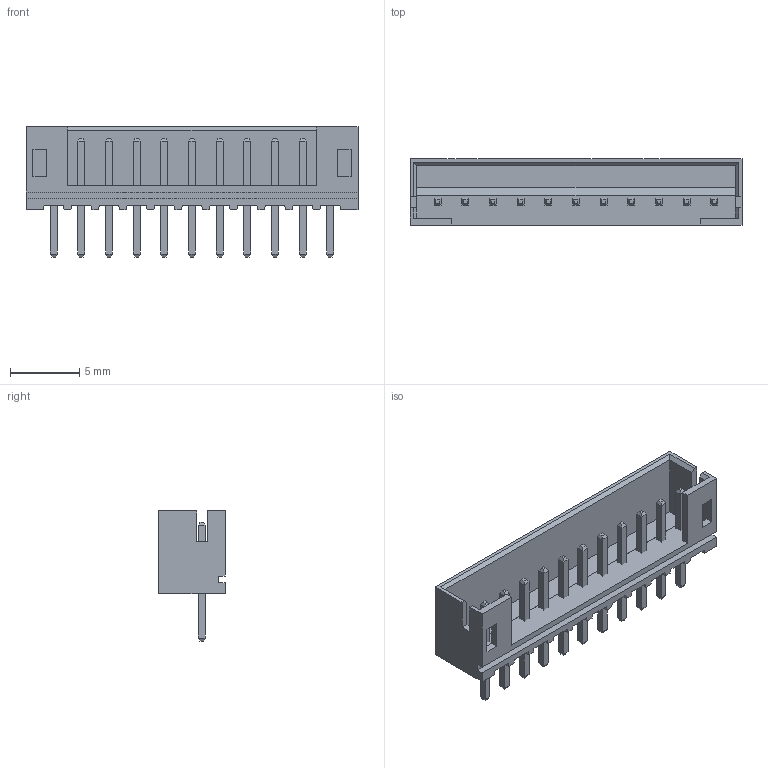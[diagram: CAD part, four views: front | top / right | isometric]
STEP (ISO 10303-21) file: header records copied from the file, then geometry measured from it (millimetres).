
FILE_DESCRIPTION(('STEP AP214'), '1');
FILE_NAME('DS1066', '2019-04-17T17:28:23', ('Nobody'), (''), 'ASCON STEP Converter 1.3', 'ASCON Math Kernel', '');
FILE_SCHEMA(('AUTOMOTIVE_DESIGN { 1 0 10303 214 3 1 1}'));
Length unit declared in the file: millimetre
Assembly tree (12 placements, depth 2):
  (unnamed)
    (unnamed)
    (unnamed)  x11
Bounding box: 24 x 4.8 x 9.4 mm (x, y, z)
Volume: 233.9 mm3; surface area: 904.8 mm2
Topology: 12 solids, 12 shells, 248 faces, 588 edges, 362 vertices
Faces by surface type: plane 248
Entity records: 4706 total; most frequent: CARTESIAN_POINT 631, ORIENTED_EDGE 616, DIRECTION 550, EDGE_CURVE 308, LINE 308, VECTOR 308, VERTEX_POINT 202, AXIS2_PLACEMENT_3D 121
